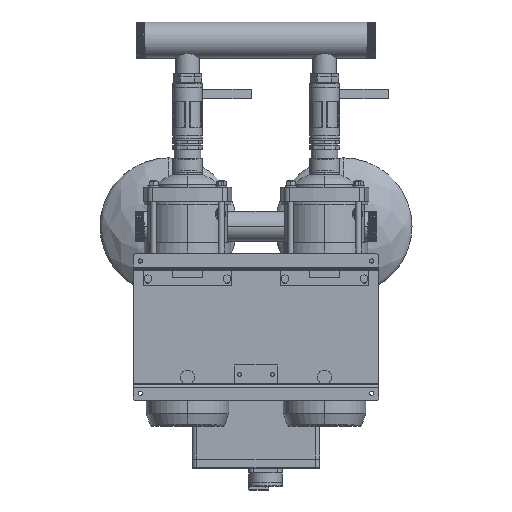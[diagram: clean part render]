
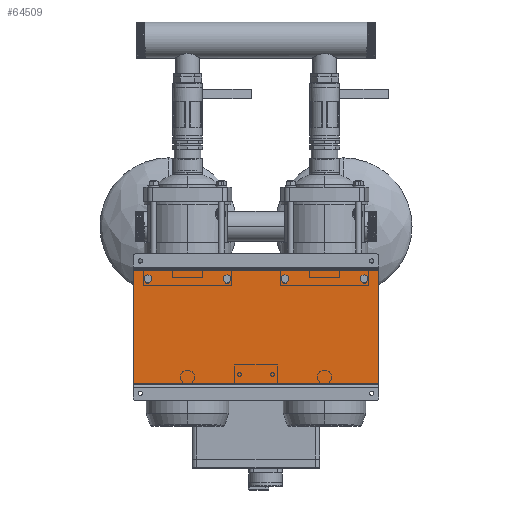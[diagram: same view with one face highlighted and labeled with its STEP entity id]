
A CAD part, front view. The second image highlights one B-rep face of the part: STEP entity #64509.
In plain terms, the highlighted planar face has unit normal (0, -1, 0).
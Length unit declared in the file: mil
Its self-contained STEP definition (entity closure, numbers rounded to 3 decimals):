
#1936 = DIRECTION ( 'NONE',  ( 0., 1., 0. ) ) ;
#2735 = DIRECTION ( 'NONE',  ( -1., 0., 0. ) ) ;
#3799 = ORIENTED_EDGE ( 'NONE', *, *, #14487, .T. ) ;
#3916 = VERTEX_POINT ( 'NONE', #15284 ) ;
#4966 = VERTEX_POINT ( 'NONE', #73674 ) ;
#6758 = EDGE_CURVE ( 'NONE', #4966, #40037, #47609, .T. ) ;
#8367 = ORIENTED_EDGE ( 'NONE', *, *, #6758, .T. ) ;
#8408 = EDGE_LOOP ( 'NONE', ( #8367, #45838, #53644, #3799 ) ) ;
#10050 = CARTESIAN_POINT ( 'NONE',  ( -10236.22, 2165.354, -4724.409 ) ) ;
#14465 = CARTESIAN_POINT ( 'NONE',  ( 10236.22, 2165.354, -4724.409 ) ) ;
#14487 = EDGE_CURVE ( 'NONE', #3916, #4966, #44145, .T. ) ;
#15284 = CARTESIAN_POINT ( 'NONE',  ( 10236.22, 2165.354, 4724.409 ) ) ;
#17522 = CARTESIAN_POINT ( 'NONE',  ( 10236.22, 2165.354, -4724.409 ) ) ;
#18846 = CARTESIAN_POINT ( 'NONE',  ( 10236.22, 2165.354, -4724.409 ) ) ;
#23795 = CARTESIAN_POINT ( 'NONE',  ( -10236.22, 2165.354, -4724.409 ) ) ;
#29217 = DIRECTION ( 'NONE',  ( -1., 0., 0. ) ) ;
#30458 = LINE ( 'NONE', #31241, #33205 ) ;
#31241 = CARTESIAN_POINT ( 'NONE',  ( 10236.22, 2165.354, 4724.409 ) ) ;
#33205 = VECTOR ( 'NONE', #55101, 39370.079 ) ;
#34444 = EDGE_CURVE ( 'NONE', #57731, #40037, #53837, .T. ) ;
#39678 = VECTOR ( 'NONE', #47978, 39370.079 ) ;
#39913 = AXIS2_PLACEMENT_3D ( 'NONE', #14465, #1936, #62133 ) ;
#40037 = VERTEX_POINT ( 'NONE', #10050 ) ;
#44145 = LINE ( 'NONE', #68002, #44785 ) ;
#44785 = VECTOR ( 'NONE', #2735, 39370.079 ) ;
#45838 = ORIENTED_EDGE ( 'NONE', *, *, #34444, .F. ) ;
#47609 = LINE ( 'NONE', #23795, #39678 ) ;
#47978 = DIRECTION ( 'NONE',  ( 0., 0., -1. ) ) ;
#50023 = FACE_OUTER_BOUND ( 'NONE', #8408, .T. ) ;
#50994 = VECTOR ( 'NONE', #29217, 39370.079 ) ;
#53644 = ORIENTED_EDGE ( 'NONE', *, *, #71432, .F. ) ;
#53837 = LINE ( 'NONE', #17522, #50994 ) ;
#55101 = DIRECTION ( 'NONE',  ( 0., 0., -1. ) ) ;
#57731 = VERTEX_POINT ( 'NONE', #18846 ) ;
#62133 = DIRECTION ( 'NONE',  ( 1., 0., 0. ) ) ;
#64509 = ADVANCED_FACE ( 'NONE', ( #50023 ), #67979, .F. ) ;
#67979 = PLANE ( 'NONE',  #39913 ) ;
#68002 = CARTESIAN_POINT ( 'NONE',  ( 10236.22, 2165.354, 4724.409 ) ) ;
#71432 = EDGE_CURVE ( 'NONE', #3916, #57731, #30458, .T. ) ;
#73674 = CARTESIAN_POINT ( 'NONE',  ( -10236.22, 2165.354, 4724.409 ) ) ;
